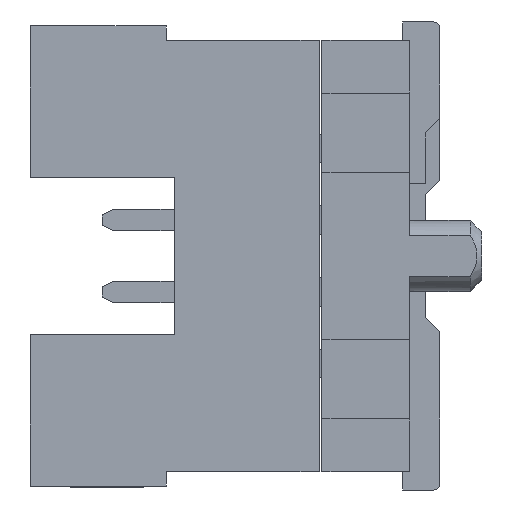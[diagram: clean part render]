
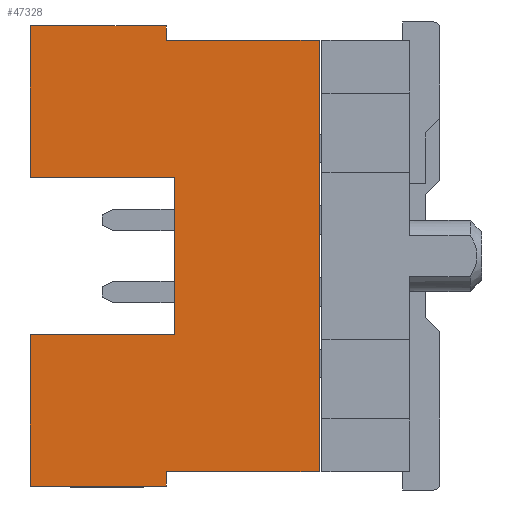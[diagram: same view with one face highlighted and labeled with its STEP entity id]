
A CAD part, left-side view. The second image highlights one B-rep face of the part: STEP entity #47328.
In plain terms, the highlighted planar face has unit normal (-1, 0, 0).
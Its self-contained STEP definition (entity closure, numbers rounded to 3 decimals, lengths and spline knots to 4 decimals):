
#57=DIRECTION('',(0.,0.,1.));
#58=VECTOR('',#57,7.62);
#59=CARTESIAN_POINT('',(-13.97,0.,-3.81));
#60=LINE('',#59,#58);
#61=DIRECTION('',(0.,0.,-1.));
#62=VECTOR('',#61,2.67);
#63=CARTESIAN_POINT('',(-13.97,5.1,-1.395));
#64=LINE('',#63,#62);
#65=DIRECTION('',(0.,-1.,0.));
#66=VECTOR('',#65,2.54);
#67=CARTESIAN_POINT('',(-13.97,5.1,1.395));
#68=LINE('',#67,#66);
#69=DIRECTION('',(0.,0.,-1.));
#70=VECTOR('',#69,2.67);
#71=CARTESIAN_POINT('',(-13.97,5.1,4.065));
#72=LINE('',#71,#70);
#73=DIRECTION('',(0.,1.,0.));
#74=VECTOR('',#73,2.4);
#75=CARTESIAN_POINT('',(-13.97,2.7,4.065));
#76=LINE('',#75,#74);
#77=DIRECTION('',(0.,0.,1.));
#78=VECTOR('',#77,0.255);
#79=CARTESIAN_POINT('',(-13.97,2.7,3.81));
#80=LINE('',#79,#78);
#81=DIRECTION('',(0.,1.,0.));
#82=VECTOR('',#81,2.7);
#83=CARTESIAN_POINT('',(-13.97,0.,3.81));
#84=LINE('',#83,#82);
#93=DIRECTION('',(0.,-1.,0.));
#94=VECTOR('',#93,2.7);
#95=CARTESIAN_POINT('',(-13.97,2.7,-3.81));
#96=LINE('',#95,#94);
#1695=DIRECTION('',(0.,1.,0.));
#1696=VECTOR('',#1695,2.54);
#1697=CARTESIAN_POINT('',(-13.97,2.56,-1.395));
#1698=LINE('',#1697,#1696);
#1723=DIRECTION('',(0.,0.,-1.));
#1724=VECTOR('',#1723,2.79);
#1725=CARTESIAN_POINT('',(-13.97,2.56,1.395));
#1726=LINE('',#1725,#1724);
#1839=DIRECTION('',(0.,1.,0.));
#1840=VECTOR('',#1839,2.4);
#1841=CARTESIAN_POINT('',(-13.97,2.7,-4.065));
#1842=LINE('',#1841,#1840);
#2123=DIRECTION('',(0.,0.,1.));
#2124=VECTOR('',#2123,0.255);
#2125=CARTESIAN_POINT('',(-13.97,2.7,-4.065));
#2126=LINE('',#2125,#2124);
#42394=CARTESIAN_POINT('',(-13.97,0.,3.81));
#42395=VERTEX_POINT('',#42394);
#42396=CARTESIAN_POINT('',(-13.97,0.,-3.81));
#42397=VERTEX_POINT('',#42396);
#42746=CARTESIAN_POINT('',(-13.97,2.7,3.81));
#42747=VERTEX_POINT('',#42746);
#42752=CARTESIAN_POINT('',(-13.97,2.7,4.065));
#42753=VERTEX_POINT('',#42752);
#42754=CARTESIAN_POINT('',(-13.97,5.1,4.065));
#42755=VERTEX_POINT('',#42754);
#42764=CARTESIAN_POINT('',(-13.97,5.1,1.395));
#42765=VERTEX_POINT('',#42764);
#42770=CARTESIAN_POINT('',(-13.97,5.1,-1.395));
#42771=VERTEX_POINT('',#42770);
#42772=CARTESIAN_POINT('',(-13.97,5.1,-4.065));
#42773=VERTEX_POINT('',#42772);
#42784=CARTESIAN_POINT('',(-13.97,2.56,1.395));
#42785=VERTEX_POINT('',#42784);
#42786=CARTESIAN_POINT('',(-13.97,2.7,-3.81));
#42787=VERTEX_POINT('',#42786);
#42788=CARTESIAN_POINT('',(-13.97,2.7,-4.065));
#42789=VERTEX_POINT('',#42788);
#42790=CARTESIAN_POINT('',(-13.97,2.56,-1.395));
#42791=VERTEX_POINT('',#42790);
#47303=CARTESIAN_POINT('',(-13.97,2.55,0.));
#47304=DIRECTION('',(1.,0.,0.));
#47305=DIRECTION('',(0.,0.,1.));
#47306=AXIS2_PLACEMENT_3D('',#47303,#47304,#47305);
#47307=PLANE('',#47306);
#47308=ORIENTED_EDGE('',*,*,#46835,.F.);
#47310=ORIENTED_EDGE('',*,*,#47309,.F.);
#47312=ORIENTED_EDGE('',*,*,#47311,.F.);
#47314=ORIENTED_EDGE('',*,*,#47313,.T.);
#47316=ORIENTED_EDGE('',*,*,#47315,.F.);
#47318=ORIENTED_EDGE('',*,*,#47317,.F.);
#47320=ORIENTED_EDGE('',*,*,#47319,.F.);
#47321=ORIENTED_EDGE('',*,*,#47294,.F.);
#47322=ORIENTED_EDGE('',*,*,#47265,.F.);
#47323=ORIENTED_EDGE('',*,*,#47245,.F.);
#47324=ORIENTED_EDGE('',*,*,#47231,.F.);
#47325=ORIENTED_EDGE('',*,*,#47217,.F.);
#47326=EDGE_LOOP('',(#47308,#47310,#47312,#47314,#47316,#47318,#47320,#47321,
#47322,#47323,#47324,#47325));
#47327=FACE_OUTER_BOUND('',#47326,.F.);
#47328=ADVANCED_FACE('',(#47327),#47307,.F.);
#46835=EDGE_CURVE('',#42397,#42395,#60,.T.);
#47217=EDGE_CURVE('',#42395,#42747,#84,.T.);
#47231=EDGE_CURVE('',#42747,#42753,#80,.T.);
#47245=EDGE_CURVE('',#42753,#42755,#76,.T.);
#47265=EDGE_CURVE('',#42755,#42765,#72,.T.);
#47294=EDGE_CURVE('',#42765,#42785,#68,.T.);
#47309=EDGE_CURVE('',#42787,#42397,#96,.T.);
#47311=EDGE_CURVE('',#42789,#42787,#2126,.T.);
#47313=EDGE_CURVE('',#42789,#42773,#1842,.T.);
#47315=EDGE_CURVE('',#42771,#42773,#64,.T.);
#47317=EDGE_CURVE('',#42791,#42771,#1698,.T.);
#47319=EDGE_CURVE('',#42785,#42791,#1726,.T.);
